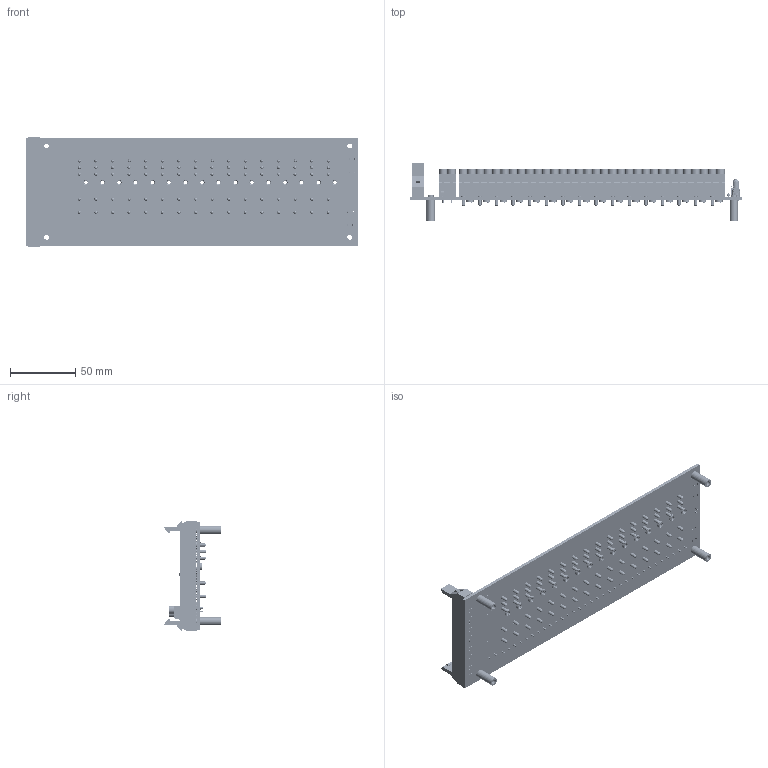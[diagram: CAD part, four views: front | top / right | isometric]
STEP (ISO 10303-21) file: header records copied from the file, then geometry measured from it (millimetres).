
FILE_DESCRIPTION (( 'STEP AP214' ), '1' );
FILE_NAME ('104105.STEP', '2011-07-30T18:08:51', ( 'LALo' ), ( 'Edi Foundation' ), 'SwSTEP 2.0', 'SolidWorks 2011', '' );
FILE_SCHEMA (( 'AUTOMOTIVE_DESIGN' ));
Length unit declared in the file: inch
Products named in the file (1): 104105
Bounding box: 254 x 43.71 x 84.58 mm (x, y, z)
Surface area: 97102.8 mm2 (no closed solid volume)
Topology: 0 solids, 4320 shells, 4874 faces, 23124 edges, 22230 vertices
Faces by surface type: cylinder 2323, plane 2185, bspline 362, torus 4
Entity records: 343923 total; most frequent: CARTESIAN_POINT 145429, DIRECTION 30852, ORIENTED_EDGE 23366, EDGE_CURVE 22802, VERTEX_POINT 22238, LINE 11938, VECTOR 11938, AXIS2_PLACEMENT_3D 9457
